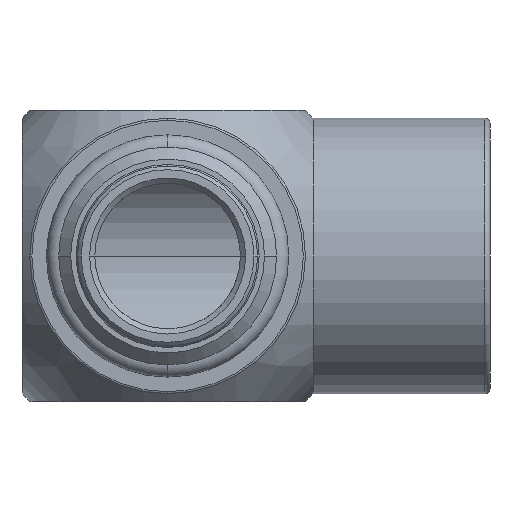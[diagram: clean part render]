
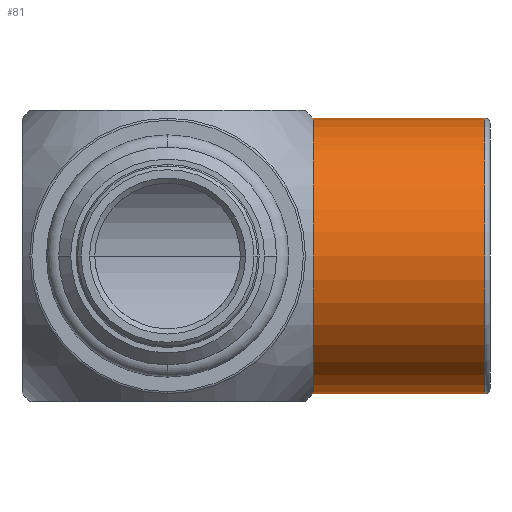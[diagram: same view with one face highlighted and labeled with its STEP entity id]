
A CAD part, front view. The second image highlights one B-rep face of the part: STEP entity #81.
In plain terms, the highlighted cylindrical face has radius 13.25 mm (diameter 26.5 mm), a partial arc.
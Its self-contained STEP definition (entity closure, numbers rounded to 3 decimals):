
#81=ADVANCED_FACE('',(#207),#208,.T.);
#207=FACE_OUTER_BOUND('',#398,.T.);
#208=CYLINDRICAL_SURFACE('',#399,13.25);
#398=EDGE_LOOP('',(#796,#797,#798,#799,#800));
#399=AXIS2_PLACEMENT_3D('',#801,#802,#803);
#796=ORIENTED_EDGE('',*,*,#1328,.T.);
#797=ORIENTED_EDGE('',*,*,#1352,.F.);
#798=ORIENTED_EDGE('',*,*,#1353,.F.);
#799=ORIENTED_EDGE('',*,*,#1329,.T.);
#800=ORIENTED_EDGE('',*,*,#1354,.F.);
#801=CARTESIAN_POINT('',(15.5,27.76,0.0));
#802=DIRECTION('',(1.0,0.0,0.0));
#803=DIRECTION('',(0.0,0.0,-1.0));
#1328=EDGE_CURVE('',#1571,#1636,#1644,.T.);
#1329=EDGE_CURVE('',#1639,#1585,#1645,.T.);
#1352=EDGE_CURVE('',#1680,#1636,#1681,.T.);
#1353=EDGE_CURVE('',#1639,#1680,#1682,.T.);
#1354=EDGE_CURVE('',#1571,#1585,#1683,.T.);
#1571=VERTEX_POINT('',#1945);
#1585=VERTEX_POINT('',#1959);
#1636=VERTEX_POINT('',#2042);
#1639=VERTEX_POINT('',#2045);
#1644=LINE('',#2050,#2051);
#1645=LINE('',#2052,#2053);
#1680=VERTEX_POINT('',#2165);
#1681=CIRCLE('',#2166,13.25);
#1682=CIRCLE('',#2167,13.25);
#1683=CIRCLE('',#2168,13.25);
#1945=CARTESIAN_POINT('',(13.99,27.76,-13.25));
#1959=CARTESIAN_POINT('',(13.99,27.76,13.25));
#2042=CARTESIAN_POINT('',(30.5,27.76,-13.25));
#2045=CARTESIAN_POINT('',(30.5,27.76,13.25));
#2050=CARTESIAN_POINT('',(15.5,27.76,-13.25));
#2051=VECTOR('',#2658,1.0);
#2052=CARTESIAN_POINT('',(15.5,27.76,13.25));
#2053=VECTOR('',#2659,1.0);
#2165=CARTESIAN_POINT('',(30.5,14.51,0.0));
#2166=AXIS2_PLACEMENT_3D('',#2700,#2701,#2702);
#2167=AXIS2_PLACEMENT_3D('',#2703,#2704,#2705);
#2168=AXIS2_PLACEMENT_3D('',#2706,#2707,#2708);
#2658=DIRECTION('',(1.0,0.0,0.0));
#2659=DIRECTION('',(-1.0,-0.0,-0.0));
#2700=CARTESIAN_POINT('',(30.5,27.76,0.0));
#2701=DIRECTION('',(1.0,0.0,0.0));
#2702=DIRECTION('',(0.0,0.0,-1.0));
#2703=CARTESIAN_POINT('',(30.5,27.76,0.0));
#2704=DIRECTION('',(1.0,0.0,0.0));
#2705=DIRECTION('',(0.0,0.0,-1.0));
#2706=CARTESIAN_POINT('',(13.99,27.76,0.0));
#2707=DIRECTION('',(-1.0,-0.0,-0.0));
#2708=DIRECTION('',(0.0,0.0,-1.0));
